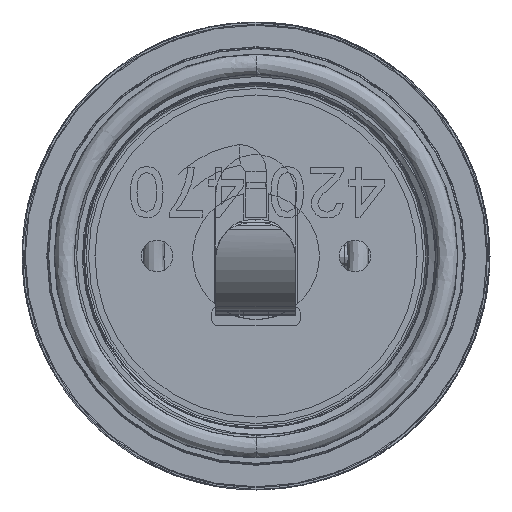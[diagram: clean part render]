
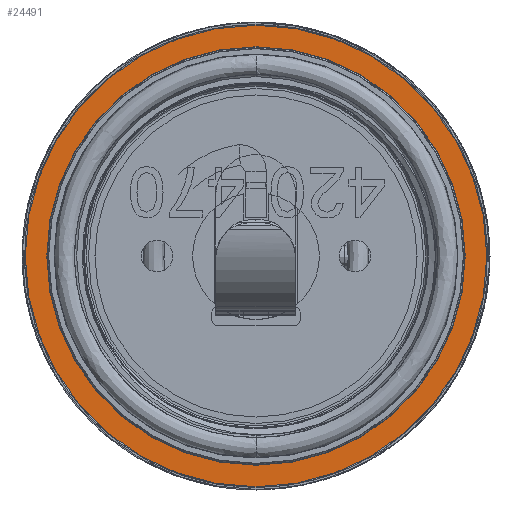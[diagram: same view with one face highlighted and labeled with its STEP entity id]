
A CAD part, front view. The second image highlights one B-rep face of the part: STEP entity #24491.
In plain terms, the highlighted planar face has unit normal (0, -1, 0).
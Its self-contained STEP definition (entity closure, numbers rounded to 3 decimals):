
#796 = CARTESIAN_POINT ( 'NONE',  ( 0., 0., -18.2 ) ) ;
#2325 = ORIENTED_EDGE ( 'NONE', *, *, #48472, .T. ) ;
#4669 = FACE_OUTER_BOUND ( 'NONE', #73914, .T. ) ;
#6552 = FACE_BOUND ( 'NONE', #32978, .T. ) ;
#10522 = DIRECTION ( 'NONE',  ( 0., 1., 0. ) ) ;
#12198 = DIRECTION ( 'NONE',  ( 0., -1., 0. ) ) ;
#14163 = EDGE_CURVE ( 'NONE', #25666, #65409, #39467, .T. ) ;
#15904 = AXIS2_PLACEMENT_3D ( 'NONE', #34764, #12198, #42242 ) ;
#17476 = AXIS2_PLACEMENT_3D ( 'NONE', #53323, #10522, #45777 ) ;
#24491 = ADVANCED_FACE ( 'NONE', ( #6552, #4669 ), #47453, .T. ) ;
#25666 = VERTEX_POINT ( 'NONE', #42726 ) ;
#26557 = EDGE_CURVE ( 'NONE', #62936, #40922, #78250, .T. ) ;
#27213 = DIRECTION ( 'NONE',  ( 0., 0., -1. ) ) ;
#31251 = ORIENTED_EDGE ( 'NONE', *, *, #26557, .T. ) ;
#32978 = EDGE_LOOP ( 'NONE', ( #47599, #70636 ) ) ;
#33369 = CARTESIAN_POINT ( 'NONE',  ( 0., 0., 0. ) ) ;
#34764 = CARTESIAN_POINT ( 'NONE',  ( 18.2, 0., 0. ) ) ;
#37862 = DIRECTION ( 'NONE',  ( 0., -1., 0. ) ) ;
#39467 = CIRCLE ( 'NONE', #68057, 16.47 ) ;
#39916 = DIRECTION ( 'NONE',  ( 0., 0., -1. ) ) ;
#40922 = VERTEX_POINT ( 'NONE', #796 ) ;
#42242 = DIRECTION ( 'NONE',  ( 0., 0., -1. ) ) ;
#42726 = CARTESIAN_POINT ( 'NONE',  ( 0., 0., 16.47 ) ) ;
#45777 = DIRECTION ( 'NONE',  ( 0., 0., -1. ) ) ;
#47453 = PLANE ( 'NONE',  #15904 ) ;
#47599 = ORIENTED_EDGE ( 'NONE', *, *, #61996, .T. ) ;
#48472 = EDGE_CURVE ( 'NONE', #40922, #62936, #57498, .T. ) ;
#50870 = CARTESIAN_POINT ( 'NONE',  ( 0., 0., -16.47 ) ) ;
#53323 = CARTESIAN_POINT ( 'NONE',  ( 0., 0., 0. ) ) ;
#57498 = CIRCLE ( 'NONE', #60503, 18.2 ) ;
#60503 = AXIS2_PLACEMENT_3D ( 'NONE', #33369, #62531, #39916 ) ;
#60921 = CARTESIAN_POINT ( 'NONE',  ( 0., 0., 0. ) ) ;
#61996 = EDGE_CURVE ( 'NONE', #65409, #25666, #85083, .T. ) ;
#62531 = DIRECTION ( 'NONE',  ( 0., -1., 0. ) ) ;
#62936 = VERTEX_POINT ( 'NONE', #66603 ) ;
#65409 = VERTEX_POINT ( 'NONE', #50870 ) ;
#66603 = CARTESIAN_POINT ( 'NONE',  ( 0., 0., 18.2 ) ) ;
#68057 = AXIS2_PLACEMENT_3D ( 'NONE', #84607, #70017, #27213 ) ;
#70017 = DIRECTION ( 'NONE',  ( 0., 1., 0. ) ) ;
#70636 = ORIENTED_EDGE ( 'NONE', *, *, #14163, .T. ) ;
#73914 = EDGE_LOOP ( 'NONE', ( #2325, #31251 ) ) ;
#75223 = AXIS2_PLACEMENT_3D ( 'NONE', #60921, #37862, #82567 ) ;
#78250 = CIRCLE ( 'NONE', #75223, 18.2 ) ;
#82567 = DIRECTION ( 'NONE',  ( 0., 0., -1. ) ) ;
#84607 = CARTESIAN_POINT ( 'NONE',  ( 0., 0., 0. ) ) ;
#85083 = CIRCLE ( 'NONE', #17476, 16.47 ) ;
